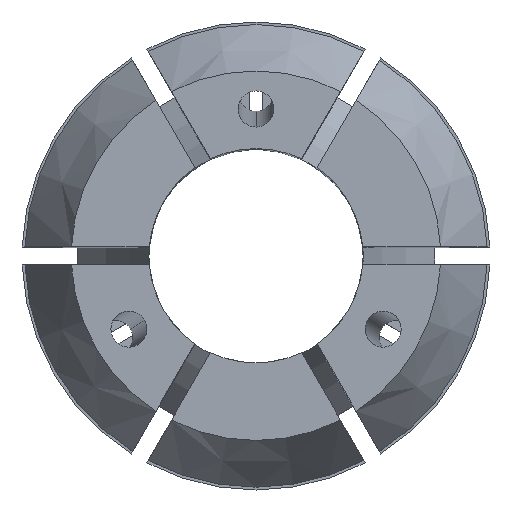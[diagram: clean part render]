
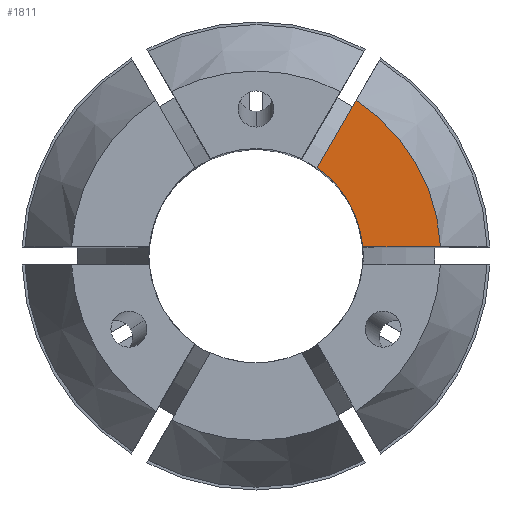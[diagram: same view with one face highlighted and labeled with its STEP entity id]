
A CAD part, top view. The second image highlights one B-rep face of the part: STEP entity #1811.
In plain terms, the highlighted planar face has unit normal (0, 0, 1).
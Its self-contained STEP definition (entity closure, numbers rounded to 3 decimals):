
#43 = PLANE ( 'NONE',  #1538 ) ;
#46 = CARTESIAN_POINT ( 'NONE',  ( 0., 0., 34. ) ) ;
#63 = VERTEX_POINT ( 'NONE', #753 ) ;
#361 = CARTESIAN_POINT ( 'NONE',  ( 0., 10.263, 34. ) ) ;
#376 = DIRECTION ( 'NONE',  ( 0.5, 0.866, 0. ) ) ;
#449 = FACE_OUTER_BOUND ( 'NONE', #991, .T. ) ;
#612 = DIRECTION ( 'NONE',  ( 1., 0., 0. ) ) ;
#693 = DIRECTION ( 'NONE',  ( 0., 0., 1. ) ) ;
#712 = VERTEX_POINT ( 'NONE', #2435 ) ;
#753 = CARTESIAN_POINT ( 'NONE',  ( 10.251, 0.5, 34. ) ) ;
#834 = ORIENTED_EDGE ( 'NONE', *, *, #3550, .F. ) ;
#991 = EDGE_LOOP ( 'NONE', ( #2662, #1707, #834, #1132 ) ) ;
#1132 = ORIENTED_EDGE ( 'NONE', *, *, #2826, .F. ) ;
#1196 = DIRECTION ( 'NONE',  ( 1., 0., 0. ) ) ;
#1219 = AXIS2_PLACEMENT_3D ( 'NONE', #46, #2088, #612 ) ;
#1248 = CIRCLE ( 'NONE', #1917, 10.263 ) ;
#1289 = CARTESIAN_POINT ( 'NONE',  ( 0., 0.5, 34. ) ) ;
#1312 = EDGE_CURVE ( 'NONE', #712, #3041, #1931, .T. ) ;
#1331 = EDGE_CURVE ( 'NONE', #3041, #1655, #3535, .T. ) ;
#1538 = AXIS2_PLACEMENT_3D ( 'NONE', #361, #693, #1196 ) ;
#1619 = LINE ( 'NONE', #1289, #3689 ) ;
#1655 = VERTEX_POINT ( 'NONE', #1756 ) ;
#1707 = ORIENTED_EDGE ( 'NONE', *, *, #1312, .F. ) ;
#1756 = CARTESIAN_POINT ( 'NONE',  ( 5.558, 8.627, 34. ) ) ;
#1802 = CARTESIAN_POINT ( 'NONE',  ( 0., 0., 34. ) ) ;
#1811 = ADVANCED_FACE ( 'NONE', ( #449 ), #43, .T. ) ;
#1917 = AXIS2_PLACEMENT_3D ( 'NONE', #1802, #3248, #2090 ) ;
#1931 = CIRCLE ( 'NONE', #1219, 5.953 ) ;
#1934 = CARTESIAN_POINT ( 'NONE',  ( 3.399, 4.887, 34. ) ) ;
#2088 = DIRECTION ( 'NONE',  ( 0., 0., 1. ) ) ;
#2090 = DIRECTION ( 'NONE',  ( -1., 0., 0. ) ) ;
#2435 = CARTESIAN_POINT ( 'NONE',  ( 5.932, 0.5, 34. ) ) ;
#2662 = ORIENTED_EDGE ( 'NONE', *, *, #1331, .F. ) ;
#2826 = EDGE_CURVE ( 'NONE', #1655, #63, #1248, .T. ) ;
#3033 = DIRECTION ( 'NONE',  ( -1., 0., 0. ) ) ;
#3041 = VERTEX_POINT ( 'NONE', #1934 ) ;
#3248 = DIRECTION ( 'NONE',  ( 0., 0., -1. ) ) ;
#3355 = VECTOR ( 'NONE', #376, 1000. ) ;
#3535 = LINE ( 'NONE', #3575, #3355 ) ;
#3550 = EDGE_CURVE ( 'NONE', #63, #712, #1619, .T. ) ;
#3575 = CARTESIAN_POINT ( 'NONE',  ( 4.877, 7.447, 34. ) ) ;
#3689 = VECTOR ( 'NONE', #3033, 1000. ) ;
